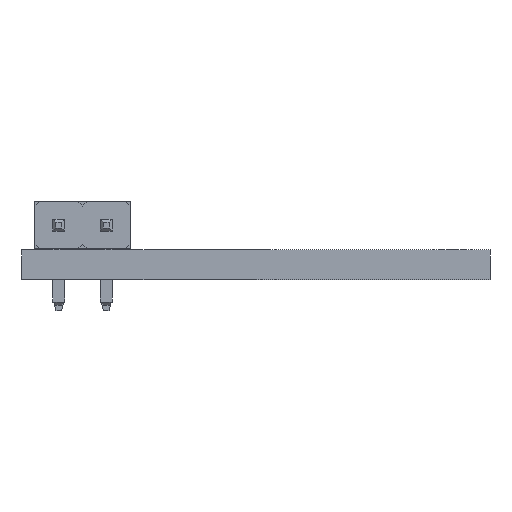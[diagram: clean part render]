
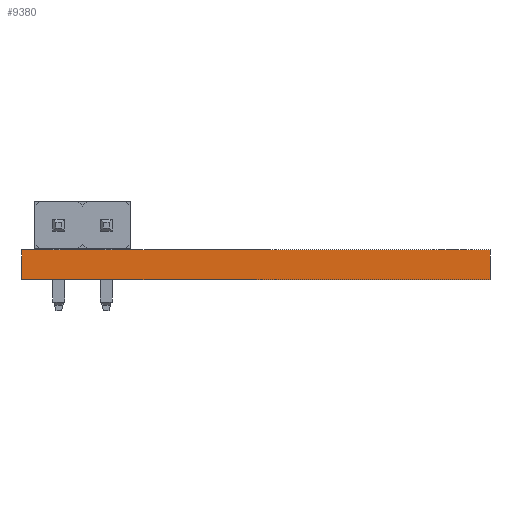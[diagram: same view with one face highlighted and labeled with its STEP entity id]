
A CAD part, front view. The second image highlights one B-rep face of the part: STEP entity #9380.
In plain terms, the highlighted planar face has unit normal (0, -1, 0).
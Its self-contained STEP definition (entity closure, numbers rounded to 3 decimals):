
#9380 = ADVANCED_FACE('',(#9381),#9395,.T.);
#9381 = FACE_BOUND('',#9382,.T.);
#9382 = EDGE_LOOP('',(#9383,#9418,#9446,#9474));
#9383 = ORIENTED_EDGE('',*,*,#9384,.T.);
#9384 = EDGE_CURVE('',#9385,#9387,#9389,.T.);
#9385 = VERTEX_POINT('',#9386);
#9386 = CARTESIAN_POINT('',(50.,-85.,0.));
#9387 = VERTEX_POINT('',#9388);
#9388 = CARTESIAN_POINT('',(50.,-85.,1.6));
#9389 = SURFACE_CURVE('',#9390,(#9394,#9406),.PCURVE_S1.);
#9390 = LINE('',#9391,#9392);
#9391 = CARTESIAN_POINT('',(50.,-85.,0.));
#9392 = VECTOR('',#9393,1.);
#9393 = DIRECTION('',(0.,0.,1.));
#9394 = PCURVE('',#9395,#9400);
#9395 = PLANE('',#9396);
#9396 = AXIS2_PLACEMENT_3D('',#9397,#9398,#9399);
#9397 = CARTESIAN_POINT('',(50.,-85.,0.));
#9398 = DIRECTION('',(0.,-1.,0.));
#9399 = DIRECTION('',(-1.,0.,0.));
#9400 = DEFINITIONAL_REPRESENTATION('',(#9401),#9405);
#9401 = LINE('',#9402,#9403);
#9402 = CARTESIAN_POINT('',(0.,-0.));
#9403 = VECTOR('',#9404,1.);
#9404 = DIRECTION('',(0.,-1.));
#9405 = ( GEOMETRIC_REPRESENTATION_CONTEXT(2) 
PARAMETRIC_REPRESENTATION_CONTEXT() REPRESENTATION_CONTEXT('2D SPACE',''
  ) );
#9406 = PCURVE('',#9407,#9412);
#9407 = PLANE('',#9408);
#9408 = AXIS2_PLACEMENT_3D('',#9409,#9410,#9411);
#9409 = CARTESIAN_POINT('',(50.,-25.,0.));
#9410 = DIRECTION('',(1.,0.,-0.));
#9411 = DIRECTION('',(0.,-1.,0.));
#9412 = DEFINITIONAL_REPRESENTATION('',(#9413),#9417);
#9413 = LINE('',#9414,#9415);
#9414 = CARTESIAN_POINT('',(60.,0.));
#9415 = VECTOR('',#9416,1.);
#9416 = DIRECTION('',(0.,-1.));
#9417 = ( GEOMETRIC_REPRESENTATION_CONTEXT(2) 
PARAMETRIC_REPRESENTATION_CONTEXT() REPRESENTATION_CONTEXT('2D SPACE',''
  ) );
#9418 = ORIENTED_EDGE('',*,*,#9419,.T.);
#9419 = EDGE_CURVE('',#9387,#9420,#9422,.T.);
#9420 = VERTEX_POINT('',#9421);
#9421 = CARTESIAN_POINT('',(25.,-85.,1.6));
#9422 = SURFACE_CURVE('',#9423,(#9427,#9434),.PCURVE_S1.);
#9423 = LINE('',#9424,#9425);
#9424 = CARTESIAN_POINT('',(50.,-85.,1.6));
#9425 = VECTOR('',#9426,1.);
#9426 = DIRECTION('',(-1.,0.,0.));
#9427 = PCURVE('',#9395,#9428);
#9428 = DEFINITIONAL_REPRESENTATION('',(#9429),#9433);
#9429 = LINE('',#9430,#9431);
#9430 = CARTESIAN_POINT('',(0.,-1.6));
#9431 = VECTOR('',#9432,1.);
#9432 = DIRECTION('',(1.,0.));
#9433 = ( GEOMETRIC_REPRESENTATION_CONTEXT(2) 
PARAMETRIC_REPRESENTATION_CONTEXT() REPRESENTATION_CONTEXT('2D SPACE',''
  ) );
#9434 = PCURVE('',#9435,#9440);
#9435 = PLANE('',#9436);
#9436 = AXIS2_PLACEMENT_3D('',#9437,#9438,#9439);
#9437 = CARTESIAN_POINT('',(37.5,-55.,1.6));
#9438 = DIRECTION('',(-0.,-0.,-1.));
#9439 = DIRECTION('',(-1.,0.,0.));
#9440 = DEFINITIONAL_REPRESENTATION('',(#9441),#9445);
#9441 = LINE('',#9442,#9443);
#9442 = CARTESIAN_POINT('',(-12.5,-30.));
#9443 = VECTOR('',#9444,1.);
#9444 = DIRECTION('',(1.,0.));
#9445 = ( GEOMETRIC_REPRESENTATION_CONTEXT(2) 
PARAMETRIC_REPRESENTATION_CONTEXT() REPRESENTATION_CONTEXT('2D SPACE',''
  ) );
#9446 = ORIENTED_EDGE('',*,*,#9447,.F.);
#9447 = EDGE_CURVE('',#9448,#9420,#9450,.T.);
#9448 = VERTEX_POINT('',#9449);
#9449 = CARTESIAN_POINT('',(25.,-85.,0.));
#9450 = SURFACE_CURVE('',#9451,(#9455,#9462),.PCURVE_S1.);
#9451 = LINE('',#9452,#9453);
#9452 = CARTESIAN_POINT('',(25.,-85.,0.));
#9453 = VECTOR('',#9454,1.);
#9454 = DIRECTION('',(0.,0.,1.));
#9455 = PCURVE('',#9395,#9456);
#9456 = DEFINITIONAL_REPRESENTATION('',(#9457),#9461);
#9457 = LINE('',#9458,#9459);
#9458 = CARTESIAN_POINT('',(25.,0.));
#9459 = VECTOR('',#9460,1.);
#9460 = DIRECTION('',(0.,-1.));
#9461 = ( GEOMETRIC_REPRESENTATION_CONTEXT(2) 
PARAMETRIC_REPRESENTATION_CONTEXT() REPRESENTATION_CONTEXT('2D SPACE',''
  ) );
#9462 = PCURVE('',#9463,#9468);
#9463 = PLANE('',#9464);
#9464 = AXIS2_PLACEMENT_3D('',#9465,#9466,#9467);
#9465 = CARTESIAN_POINT('',(25.,-85.,0.));
#9466 = DIRECTION('',(-1.,0.,0.));
#9467 = DIRECTION('',(0.,1.,0.));
#9468 = DEFINITIONAL_REPRESENTATION('',(#9469),#9473);
#9469 = LINE('',#9470,#9471);
#9470 = CARTESIAN_POINT('',(0.,0.));
#9471 = VECTOR('',#9472,1.);
#9472 = DIRECTION('',(0.,-1.));
#9473 = ( GEOMETRIC_REPRESENTATION_CONTEXT(2) 
PARAMETRIC_REPRESENTATION_CONTEXT() REPRESENTATION_CONTEXT('2D SPACE',''
  ) );
#9474 = ORIENTED_EDGE('',*,*,#9475,.F.);
#9475 = EDGE_CURVE('',#9385,#9448,#9476,.T.);
#9476 = SURFACE_CURVE('',#9477,(#9481,#9488),.PCURVE_S1.);
#9477 = LINE('',#9478,#9479);
#9478 = CARTESIAN_POINT('',(50.,-85.,0.));
#9479 = VECTOR('',#9480,1.);
#9480 = DIRECTION('',(-1.,0.,0.));
#9481 = PCURVE('',#9395,#9482);
#9482 = DEFINITIONAL_REPRESENTATION('',(#9483),#9487);
#9483 = LINE('',#9484,#9485);
#9484 = CARTESIAN_POINT('',(0.,-0.));
#9485 = VECTOR('',#9486,1.);
#9486 = DIRECTION('',(1.,0.));
#9487 = ( GEOMETRIC_REPRESENTATION_CONTEXT(2) 
PARAMETRIC_REPRESENTATION_CONTEXT() REPRESENTATION_CONTEXT('2D SPACE',''
  ) );
#9488 = PCURVE('',#9489,#9494);
#9489 = PLANE('',#9490);
#9490 = AXIS2_PLACEMENT_3D('',#9491,#9492,#9493);
#9491 = CARTESIAN_POINT('',(37.5,-55.,0.));
#9492 = DIRECTION('',(-0.,-0.,-1.));
#9493 = DIRECTION('',(-1.,0.,0.));
#9494 = DEFINITIONAL_REPRESENTATION('',(#9495),#9499);
#9495 = LINE('',#9496,#9497);
#9496 = CARTESIAN_POINT('',(-12.5,-30.));
#9497 = VECTOR('',#9498,1.);
#9498 = DIRECTION('',(1.,0.));
#9499 = ( GEOMETRIC_REPRESENTATION_CONTEXT(2) 
PARAMETRIC_REPRESENTATION_CONTEXT() REPRESENTATION_CONTEXT('2D SPACE',''
  ) );
